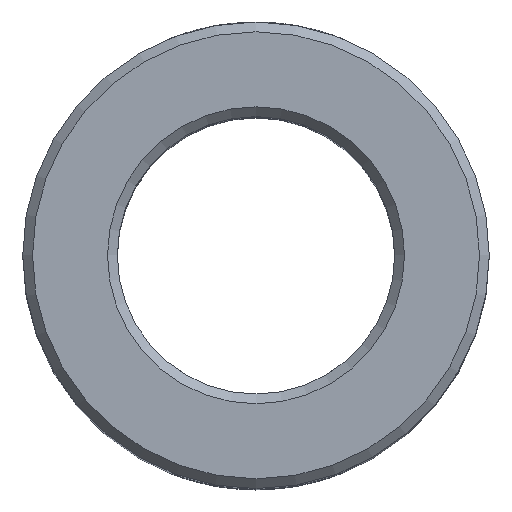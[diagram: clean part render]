
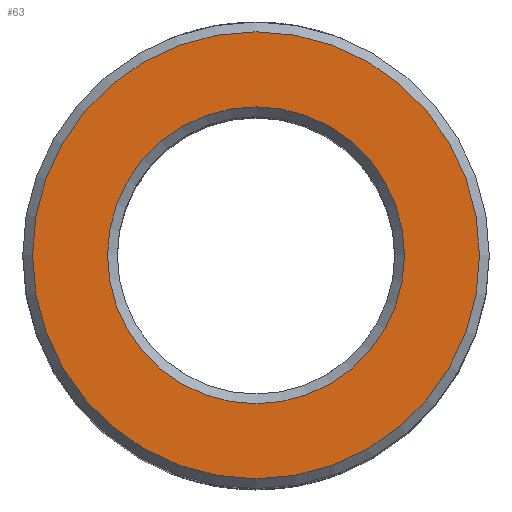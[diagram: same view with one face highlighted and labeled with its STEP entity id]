
A CAD part, top view. The second image highlights one B-rep face of the part: STEP entity #63.
In plain terms, the highlighted planar face has unit normal (0, 0, 1).
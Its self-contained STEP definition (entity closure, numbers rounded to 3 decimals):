
#63=ADVANCED_FACE('',(#271,#273),#275,.T.);
#271=FACE_BOUND('',#272,.T.);
#272=EDGE_LOOP('',(#1924));
#273=FACE_BOUND('',#274,.T.);
#274=EDGE_LOOP('',(#1925));
#275=PLANE('',#276);
#276=AXIS2_PLACEMENT_3D('',#277,#278,#279);
#277=CARTESIAN_POINT('',(0.,0.,25.));
#278=DIRECTION('',(0.,0.,1.));
#279=DIRECTION('',(-1.,0.,0.));
#1924=ORIENTED_EDGE('',*,*,#1960,.T.);
#1925=ORIENTED_EDGE('',*,*,#1961,.T.);
#1960=EDGE_CURVE('',#1998,#1998,#1999,.T.);
#1961=EDGE_CURVE('',#2000,#2000,#2001,.F.);
#1998=VERTEX_POINT('',#3460);
#1999=CIRCLE('',#3461,6.85);
#2000=VERTEX_POINT('',#3465);
#2001=CIRCLE('',#3466,4.55);
#3460=CARTESIAN_POINT('',(-6.85,0.,25.));
#3461=AXIS2_PLACEMENT_3D('',#3462,#3463,#3464);
#3462=CARTESIAN_POINT('',(0.,0.,25.));
#3463=DIRECTION('',(0.,0.,1.));
#3464=DIRECTION('',(-1.,0.,0.));
#3465=CARTESIAN_POINT('',(-4.55,0.,25.));
#3466=AXIS2_PLACEMENT_3D('',#3467,#3468,#3469);
#3467=CARTESIAN_POINT('',(0.,0.,25.));
#3468=DIRECTION('',(0.,0.,1.));
#3469=DIRECTION('',(-1.,0.,0.));
